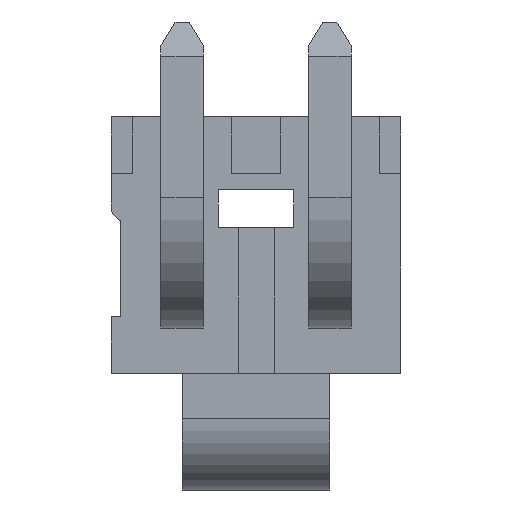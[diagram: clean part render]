
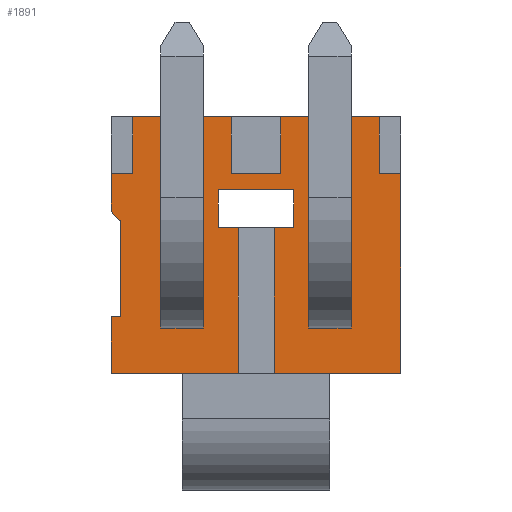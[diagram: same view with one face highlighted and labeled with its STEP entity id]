
A CAD part, front view. The second image highlights one B-rep face of the part: STEP entity #1891.
In plain terms, the highlighted planar face has unit normal (0, -1, 0).
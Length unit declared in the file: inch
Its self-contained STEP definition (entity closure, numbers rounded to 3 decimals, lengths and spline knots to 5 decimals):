
#5=DIRECTION('',(0.,0.,-1.));
#6=VECTOR('',#5,0.06);
#7=CARTESIAN_POINT('',(-0.153,-0.055,-0.0755));
#8=LINE('',#7,#6);
#58=DIRECTION('',(0.,0.,-1.));
#59=VECTOR('',#58,0.03961);
#60=CARTESIAN_POINT('',(-0.153,-0.055,0.0755));
#61=LINE('',#60,#59);
#334=DIRECTION('',(0.,0.,-1.));
#335=VECTOR('',#334,0.044);
#336=CARTESIAN_POINT('',(0.0555,-0.055,-0.0435));
#337=LINE('',#336,#335);
#338=DIRECTION('',(1.,0.,0.));
#339=VECTOR('',#338,0.045);
#340=CARTESIAN_POINT('',(0.0555,-0.055,-0.0875));
#341=LINE('',#340,#339);
#342=DIRECTION('',(0.,0.,-1.));
#343=VECTOR('',#342,0.044);
#344=CARTESIAN_POINT('',(0.1005,-0.055,-0.0435));
#345=LINE('',#344,#343);
#346=DIRECTION('',(1.,0.,0.));
#347=VECTOR('',#346,0.045);
#348=CARTESIAN_POINT('',(0.0555,-0.055,-0.0435));
#349=LINE('',#348,#347);
#350=DIRECTION('',(0.,0.,-1.));
#351=VECTOR('',#350,0.044);
#352=CARTESIAN_POINT('',(-0.1005,-0.055,-0.0435));
#353=LINE('',#352,#351);
#354=DIRECTION('',(1.,0.,0.));
#355=VECTOR('',#354,0.045);
#356=CARTESIAN_POINT('',(-0.1005,-0.055,-0.0875));
#357=LINE('',#356,#355);
#358=DIRECTION('',(0.,0.,-1.));
#359=VECTOR('',#358,0.044);
#360=CARTESIAN_POINT('',(-0.0555,-0.055,-0.0435));
#361=LINE('',#360,#359);
#362=DIRECTION('',(1.,0.,0.));
#363=VECTOR('',#362,0.045);
#364=CARTESIAN_POINT('',(-0.1005,-0.055,-0.0435));
#365=LINE('',#364,#363);
#366=DIRECTION('',(0.66,0.,-0.751));
#367=VECTOR('',#366,0.01516);
#368=CARTESIAN_POINT('',(-0.153,-0.055,0.03589));
#369=LINE('',#368,#367);
#370=DIRECTION('',(1.,0.,0.));
#371=VECTOR('',#370,0.023);
#372=CARTESIAN_POINT('',(-0.153,-0.055,0.0755));
#373=LINE('',#372,#371);
#374=DIRECTION('',(0.,0.,-1.));
#375=VECTOR('',#374,0.06);
#376=CARTESIAN_POINT('',(-0.026,-0.055,0.1355));
#377=LINE('',#376,#375);
#378=DIRECTION('',(1.,0.,0.));
#379=VECTOR('',#378,0.052);
#380=CARTESIAN_POINT('',(-0.026,-0.055,0.0755));
#381=LINE('',#380,#379);
#382=DIRECTION('',(0.,0.,-1.));
#383=VECTOR('',#382,0.06);
#384=CARTESIAN_POINT('',(0.13,-0.055,0.1355));
#385=LINE('',#384,#383);
#386=DIRECTION('',(1.,0.,0.));
#387=VECTOR('',#386,0.023);
#388=CARTESIAN_POINT('',(0.13,-0.055,0.0755));
#389=LINE('',#388,#387);
#390=DIRECTION('',(1.,0.,0.));
#391=VECTOR('',#390,0.059);
#392=CARTESIAN_POINT('',(0.019,-0.055,-0.1355));
#393=LINE('',#392,#391);
#394=DIRECTION('',(0.,0.,1.));
#395=VECTOR('',#394,0.154);
#396=CARTESIAN_POINT('',(0.019,-0.055,-0.1355));
#397=LINE('',#396,#395);
#398=DIRECTION('',(1.,0.,0.));
#399=VECTOR('',#398,0.021);
#400=CARTESIAN_POINT('',(0.019,-0.055,0.0185));
#401=LINE('',#400,#399);
#402=DIRECTION('',(0.,0.,1.));
#403=VECTOR('',#402,0.04);
#404=CARTESIAN_POINT('',(0.04,-0.055,0.0185));
#405=LINE('',#404,#403);
#406=DIRECTION('',(-1.,0.,0.));
#407=VECTOR('',#406,0.08);
#408=CARTESIAN_POINT('',(0.04,-0.055,0.0585));
#409=LINE('',#408,#407);
#410=DIRECTION('',(0.,0.,-1.));
#411=VECTOR('',#410,0.04);
#412=CARTESIAN_POINT('',(-0.04,-0.055,0.0585));
#413=LINE('',#412,#411);
#414=DIRECTION('',(1.,0.,0.));
#415=VECTOR('',#414,0.021);
#416=CARTESIAN_POINT('',(-0.04,-0.055,0.0185));
#417=LINE('',#416,#415);
#418=DIRECTION('',(0.,0.,1.));
#419=VECTOR('',#418,0.154);
#420=CARTESIAN_POINT('',(-0.019,-0.055,-0.1355));
#421=LINE('',#420,#419);
#422=DIRECTION('',(1.,0.,0.));
#423=VECTOR('',#422,0.059);
#424=CARTESIAN_POINT('',(-0.078,-0.055,-0.1355));
#425=LINE('',#424,#423);
#426=DIRECTION('',(1.,0.,0.));
#427=VECTOR('',#426,0.01);
#428=CARTESIAN_POINT('',(-0.153,-0.055,-0.0755));
#429=LINE('',#428,#427);
#430=DIRECTION('',(0.,0.,1.));
#431=VECTOR('',#430,0.1);
#432=CARTESIAN_POINT('',(-0.143,-0.055,-0.0755));
#433=LINE('',#432,#431);
#722=DIRECTION('',(-1.,0.,0.));
#723=VECTOR('',#722,0.104);
#724=CARTESIAN_POINT('',(0.13,-0.055,0.1355));
#725=LINE('',#724,#723);
#734=DIRECTION('',(-1.,0.,0.));
#735=VECTOR('',#734,0.104);
#736=CARTESIAN_POINT('',(-0.026,-0.055,0.1355));
#737=LINE('',#736,#735);
#738=DIRECTION('',(0.,0.,-1.));
#739=VECTOR('',#738,0.06);
#740=CARTESIAN_POINT('',(-0.13,-0.055,0.1355));
#741=LINE('',#740,#739);
#762=DIRECTION('',(0.,0.,-1.));
#763=VECTOR('',#762,0.211);
#764=CARTESIAN_POINT('',(0.153,-0.055,0.0755));
#765=LINE('',#764,#763);
#811=DIRECTION('',(1.,0.,0.));
#812=VECTOR('',#811,0.075);
#813=CARTESIAN_POINT('',(0.078,-0.055,-0.1355));
#814=LINE('',#813,#812);
#819=DIRECTION('',(1.,0.,0.));
#820=VECTOR('',#819,0.075);
#821=CARTESIAN_POINT('',(-0.153,-0.055,-0.1355));
#822=LINE('',#821,#820);
#1019=DIRECTION('',(0.,0.,-1.));
#1020=VECTOR('',#1019,0.06);
#1021=CARTESIAN_POINT('',(0.026,-0.055,0.1355));
#1022=LINE('',#1021,#1020);
#1035=CARTESIAN_POINT('',(-0.153,-0.055,-0.1355));
#1037=VERTEX_POINT('',#1035);
#1047=CARTESIAN_POINT('',(-0.153,-0.055,0.0755));
#1048=VERTEX_POINT('',#1047);
#1049=CARTESIAN_POINT('',(0.153,-0.055,0.0755));
#1050=CARTESIAN_POINT('',(0.153,-0.055,-0.1355));
#1051=VERTEX_POINT('',#1049);
#1052=VERTEX_POINT('',#1050);
#1071=CARTESIAN_POINT('',(0.026,-0.055,0.0755));
#1072=VERTEX_POINT('',#1071);
#1073=CARTESIAN_POINT('',(0.13,-0.055,0.0755));
#1074=VERTEX_POINT('',#1073);
#1075=CARTESIAN_POINT('',(0.026,-0.055,0.1355));
#1076=VERTEX_POINT('',#1075);
#1077=CARTESIAN_POINT('',(0.13,-0.055,0.1355));
#1078=VERTEX_POINT('',#1077);
#1119=CARTESIAN_POINT('',(0.078,-0.055,-0.1355));
#1121=VERTEX_POINT('',#1119);
#1123=CARTESIAN_POINT('',(-0.078,-0.055,-0.1355));
#1125=VERTEX_POINT('',#1123);
#1127=CARTESIAN_POINT('',(0.0555,-0.055,-0.0435));
#1128=CARTESIAN_POINT('',(0.0555,-0.055,-0.0875));
#1129=VERTEX_POINT('',#1127);
#1130=VERTEX_POINT('',#1128);
#1131=CARTESIAN_POINT('',(0.1005,-0.055,-0.0435));
#1132=CARTESIAN_POINT('',(0.1005,-0.055,-0.0875));
#1133=VERTEX_POINT('',#1131);
#1134=VERTEX_POINT('',#1132);
#1155=CARTESIAN_POINT('',(-0.019,-0.055,-0.1355));
#1156=VERTEX_POINT('',#1155);
#1157=CARTESIAN_POINT('',(0.019,-0.055,-0.1355));
#1158=VERTEX_POINT('',#1157);
#1195=CARTESIAN_POINT('',(-0.13,-0.055,0.0755));
#1196=VERTEX_POINT('',#1195);
#1197=CARTESIAN_POINT('',(-0.026,-0.055,0.0755));
#1198=VERTEX_POINT('',#1197);
#1199=CARTESIAN_POINT('',(-0.13,-0.055,0.1355));
#1200=VERTEX_POINT('',#1199);
#1201=CARTESIAN_POINT('',(-0.026,-0.055,0.1355));
#1202=VERTEX_POINT('',#1201);
#1203=CARTESIAN_POINT('',(-0.1005,-0.055,-0.0435));
#1204=CARTESIAN_POINT('',(-0.1005,-0.055,-0.0875));
#1205=VERTEX_POINT('',#1203);
#1206=VERTEX_POINT('',#1204);
#1207=CARTESIAN_POINT('',(-0.0555,-0.055,-0.0435));
#1208=CARTESIAN_POINT('',(-0.0555,-0.055,-0.0875));
#1209=VERTEX_POINT('',#1207);
#1210=VERTEX_POINT('',#1208);
#1235=CARTESIAN_POINT('',(-0.04,-0.055,0.0585));
#1236=CARTESIAN_POINT('',(-0.04,-0.055,0.0185));
#1237=VERTEX_POINT('',#1235);
#1238=VERTEX_POINT('',#1236);
#1239=CARTESIAN_POINT('',(-0.019,-0.055,0.0185));
#1240=VERTEX_POINT('',#1239);
#1241=CARTESIAN_POINT('',(0.019,-0.055,0.0185));
#1242=CARTESIAN_POINT('',(0.04,-0.055,0.0185));
#1243=VERTEX_POINT('',#1241);
#1244=VERTEX_POINT('',#1242);
#1245=CARTESIAN_POINT('',(0.04,-0.055,0.0585));
#1246=VERTEX_POINT('',#1245);
#1356=CARTESIAN_POINT('',(-0.153,-0.055,-0.0755));
#1358=VERTEX_POINT('',#1356);
#1359=CARTESIAN_POINT('',(-0.143,-0.055,-0.0755));
#1360=VERTEX_POINT('',#1359);
#1363=CARTESIAN_POINT('',(-0.153,-0.055,0.03589));
#1364=CARTESIAN_POINT('',(-0.143,-0.055,0.0245));
#1365=VERTEX_POINT('',#1363);
#1366=VERTEX_POINT('',#1364);
#1819=CARTESIAN_POINT('',(-0.153,-0.055,0.0755));
#1820=DIRECTION('',(0.,-1.,0.));
#1821=DIRECTION('',(0.,0.,-1.));
#1822=AXIS2_PLACEMENT_3D('',#1819,#1820,#1821);
#1823=PLANE('',#1822);
#1825=ORIENTED_EDGE('',*,*,#1824,.F.);
#1826=ORIENTED_EDGE('',*,*,#1412,.F.);
#1828=ORIENTED_EDGE('',*,*,#1827,.T.);
#1830=ORIENTED_EDGE('',*,*,#1829,.F.);
#1832=ORIENTED_EDGE('',*,*,#1831,.F.);
#1834=ORIENTED_EDGE('',*,*,#1833,.T.);
#1836=ORIENTED_EDGE('',*,*,#1835,.T.);
#1838=ORIENTED_EDGE('',*,*,#1837,.F.);
#1840=ORIENTED_EDGE('',*,*,#1839,.F.);
#1842=ORIENTED_EDGE('',*,*,#1841,.T.);
#1844=ORIENTED_EDGE('',*,*,#1843,.T.);
#1846=ORIENTED_EDGE('',*,*,#1845,.T.);
#1848=ORIENTED_EDGE('',*,*,#1847,.F.);
#1850=ORIENTED_EDGE('',*,*,#1849,.F.);
#1852=ORIENTED_EDGE('',*,*,#1851,.T.);
#1854=ORIENTED_EDGE('',*,*,#1853,.T.);
#1856=ORIENTED_EDGE('',*,*,#1855,.T.);
#1858=ORIENTED_EDGE('',*,*,#1857,.T.);
#1860=ORIENTED_EDGE('',*,*,#1859,.T.);
#1862=ORIENTED_EDGE('',*,*,#1861,.T.);
#1864=ORIENTED_EDGE('',*,*,#1863,.F.);
#1866=ORIENTED_EDGE('',*,*,#1865,.F.);
#1868=ORIENTED_EDGE('',*,*,#1867,.F.);
#1869=ORIENTED_EDGE('',*,*,#1378,.F.);
#1870=ORIENTED_EDGE('',*,*,#1427,.T.);
#1872=ORIENTED_EDGE('',*,*,#1871,.T.);
#1873=EDGE_LOOP('',(#1825,#1826,#1828,#1830,#1832,#1834,#1836,#1838,#1840,#1842,
#1844,#1846,#1848,#1850,#1852,#1854,#1856,#1858,#1860,#1862,#1864,#1866,#1868,
#1869,#1870,#1872));
#1874=FACE_OUTER_BOUND('',#1873,.F.);
#1876=ORIENTED_EDGE('',*,*,#1875,.T.);
#1878=ORIENTED_EDGE('',*,*,#1877,.T.);
#1880=ORIENTED_EDGE('',*,*,#1879,.F.);
#1882=ORIENTED_EDGE('',*,*,#1881,.F.);
#1883=EDGE_LOOP('',(#1876,#1878,#1880,#1882));
#1884=FACE_BOUND('',#1883,.F.);
#1885=ORIENTED_EDGE('',*,*,#1521,.T.);
#1886=ORIENTED_EDGE('',*,*,#1664,.T.);
#1887=ORIENTED_EDGE('',*,*,#1630,.F.);
#1888=ORIENTED_EDGE('',*,*,#1811,.F.);
#1889=EDGE_LOOP('',(#1885,#1886,#1887,#1888));
#1890=FACE_BOUND('',#1889,.F.);
#1891=ADVANCED_FACE('',(#1874,#1884,#1890),#1823,.T.);
#1378=EDGE_CURVE('',#1358,#1037,#8,.T.);
#1412=EDGE_CURVE('',#1048,#1365,#61,.T.);
#1427=EDGE_CURVE('',#1358,#1360,#429,.T.);
#1521=EDGE_CURVE('',#1129,#1130,#337,.T.);
#1630=EDGE_CURVE('',#1133,#1134,#345,.T.);
#1664=EDGE_CURVE('',#1130,#1134,#341,.T.);
#1811=EDGE_CURVE('',#1129,#1133,#349,.T.);
#1824=EDGE_CURVE('',#1365,#1366,#369,.T.);
#1827=EDGE_CURVE('',#1048,#1196,#373,.T.);
#1829=EDGE_CURVE('',#1200,#1196,#741,.T.);
#1831=EDGE_CURVE('',#1202,#1200,#737,.T.);
#1833=EDGE_CURVE('',#1202,#1198,#377,.T.);
#1835=EDGE_CURVE('',#1198,#1072,#381,.T.);
#1837=EDGE_CURVE('',#1076,#1072,#1022,.T.);
#1839=EDGE_CURVE('',#1078,#1076,#725,.T.);
#1841=EDGE_CURVE('',#1078,#1074,#385,.T.);
#1843=EDGE_CURVE('',#1074,#1051,#389,.T.);
#1845=EDGE_CURVE('',#1051,#1052,#765,.T.);
#1847=EDGE_CURVE('',#1121,#1052,#814,.T.);
#1849=EDGE_CURVE('',#1158,#1121,#393,.T.);
#1851=EDGE_CURVE('',#1158,#1243,#397,.T.);
#1853=EDGE_CURVE('',#1243,#1244,#401,.T.);
#1855=EDGE_CURVE('',#1244,#1246,#405,.T.);
#1857=EDGE_CURVE('',#1246,#1237,#409,.T.);
#1859=EDGE_CURVE('',#1237,#1238,#413,.T.);
#1861=EDGE_CURVE('',#1238,#1240,#417,.T.);
#1863=EDGE_CURVE('',#1156,#1240,#421,.T.);
#1865=EDGE_CURVE('',#1125,#1156,#425,.T.);
#1867=EDGE_CURVE('',#1037,#1125,#822,.T.);
#1871=EDGE_CURVE('',#1360,#1366,#433,.T.);
#1875=EDGE_CURVE('',#1205,#1206,#353,.T.);
#1877=EDGE_CURVE('',#1206,#1210,#357,.T.);
#1879=EDGE_CURVE('',#1209,#1210,#361,.T.);
#1881=EDGE_CURVE('',#1205,#1209,#365,.T.);
